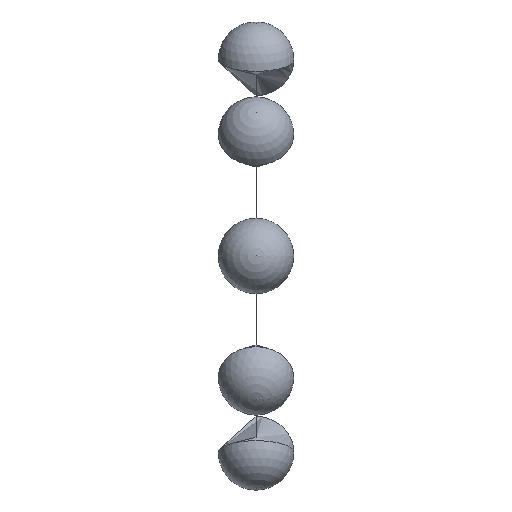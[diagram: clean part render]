
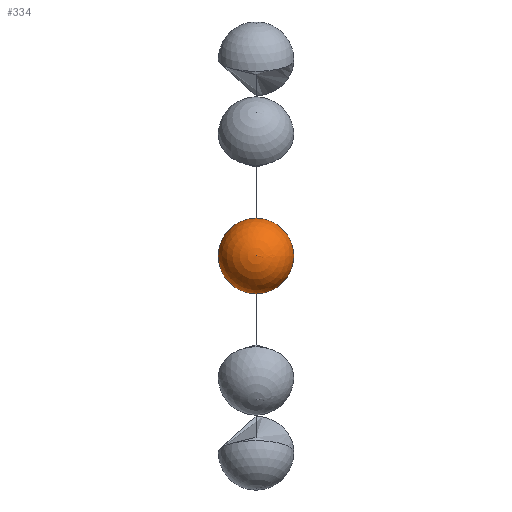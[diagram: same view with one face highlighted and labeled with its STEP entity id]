
A CAD part, front view. The second image highlights one B-rep face of the part: STEP entity #334.
In plain terms, the highlighted spherical face has radius 2.381 mm.
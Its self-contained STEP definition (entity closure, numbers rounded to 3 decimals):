
#67 = FACE_OUTER_BOUND ( 'NONE', #1108, .T. ) ;
#92 = AXIS2_PLACEMENT_3D ( 'NONE', #971, #1181, #668 ) ;
#195 = CARTESIAN_POINT ( 'NONE',  ( 5., -13., 0. ) ) ;
#286 = AXIS2_PLACEMENT_3D ( 'NONE', #195, #1006, #385 ) ;
#294 = CARTESIAN_POINT ( 'NONE',  ( 5., -13., 2.381 ) ) ;
#334 = ADVANCED_FACE ( 'NONE', ( #67 ), #1212, .T. ) ;
#346 = VERTEX_POINT ( 'NONE', #294 ) ;
#378 = CIRCLE ( 'NONE', #746, 2.381 ) ;
#385 = DIRECTION ( 'NONE',  ( 1., 0., 0. ) ) ;
#421 = VERTEX_POINT ( 'NONE', #952 ) ;
#633 = EDGE_CURVE ( 'NONE', #346, #421, #680, .T. ) ;
#650 = CARTESIAN_POINT ( 'NONE',  ( 5., -13., 0. ) ) ;
#668 = DIRECTION ( 'NONE',  ( 1., 0., 0. ) ) ;
#680 = CIRCLE ( 'NONE', #92, 2.381 ) ;
#734 = DIRECTION ( 'NONE',  ( 0., 0., 1. ) ) ;
#746 = AXIS2_PLACEMENT_3D ( 'NONE', #650, #1341, #734 ) ;
#952 = CARTESIAN_POINT ( 'NONE',  ( 5., -13., -2.381 ) ) ;
#971 = CARTESIAN_POINT ( 'NONE',  ( 5., -13., 0. ) ) ;
#1006 = DIRECTION ( 'NONE',  ( 0., -1., 0. ) ) ;
#1017 = ORIENTED_EDGE ( 'NONE', *, *, #1057, .F. ) ;
#1057 = EDGE_CURVE ( 'NONE', #346, #421, #378, .T. ) ;
#1108 = EDGE_LOOP ( 'NONE', ( #1017, #1293 ) ) ;
#1181 = DIRECTION ( 'NONE',  ( 0., -1., 0. ) ) ;
#1212 = SPHERICAL_SURFACE ( 'NONE', #286, 2.381 ) ;
#1293 = ORIENTED_EDGE ( 'NONE', *, *, #633, .T. ) ;
#1341 = DIRECTION ( 'NONE',  ( 0., 1., 0. ) ) ;
